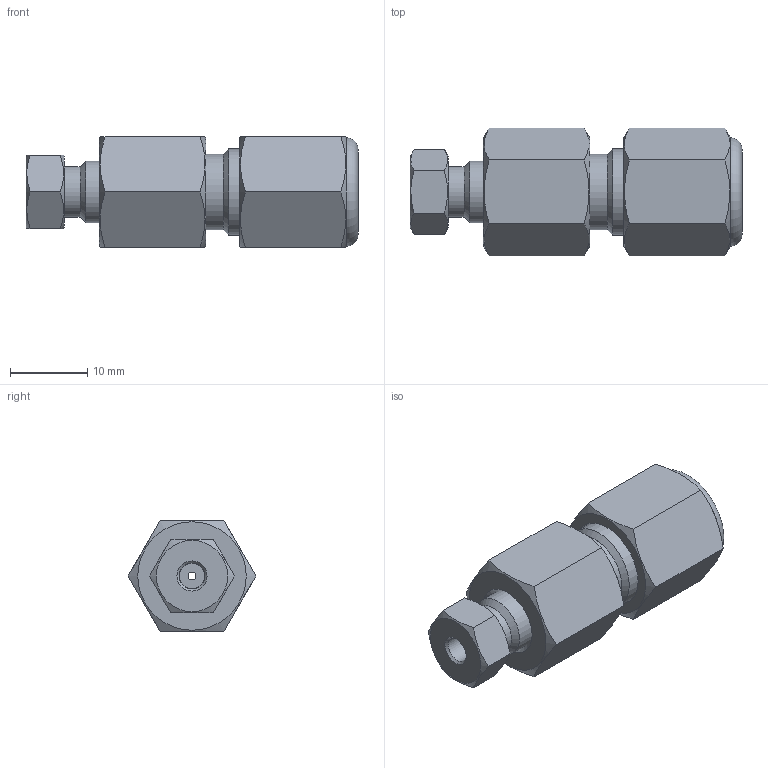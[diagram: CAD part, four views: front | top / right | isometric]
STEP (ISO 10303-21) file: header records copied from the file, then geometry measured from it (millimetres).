
FILE_DESCRIPTION((''),'2;1');
FILE_NAME('305013-EZRU42 External-internal reducing union.stp','2013-08-23T11:39:04',('Franzp'),(''),'Autodesk Inventor 2013','Autodesk Inventor 2013','');
FILE_SCHEMA(('AUTOMOTIVE_DESIGN { 1 0 10303 214 1 1 1 1 }'));
Length unit declared in the file: millimetre
Products named in the file (1): 305013_Shrinkwrap_1
Bounding box: 42.87 x 16.5 x 14.29 mm (x, y, z)
Surface area: 3068.6 mm2 (no closed solid volume)
Topology: 0 solids, 9 shells, 47 faces, 112 edges, 73 vertices
Faces by surface type: plane 26, cone 13, cylinder 7, torus 1
Full cylindrical faces by diameter (mm): 3.3 x1, 6.452 x1, 6.477 x1, 6.55 x1, 7.938 x1, 9.72 x1, 11.113 x1
Entity records: 1308 total; most frequent: CARTESIAN_POINT 280, DIRECTION 184, ORIENTED_EDGE 160, EDGE_CURVE 89, AXIS2_PLACEMENT_3D 83, EDGE_LOOP 76, VERTEX_POINT 71, FACE_OUTER_BOUND 47
